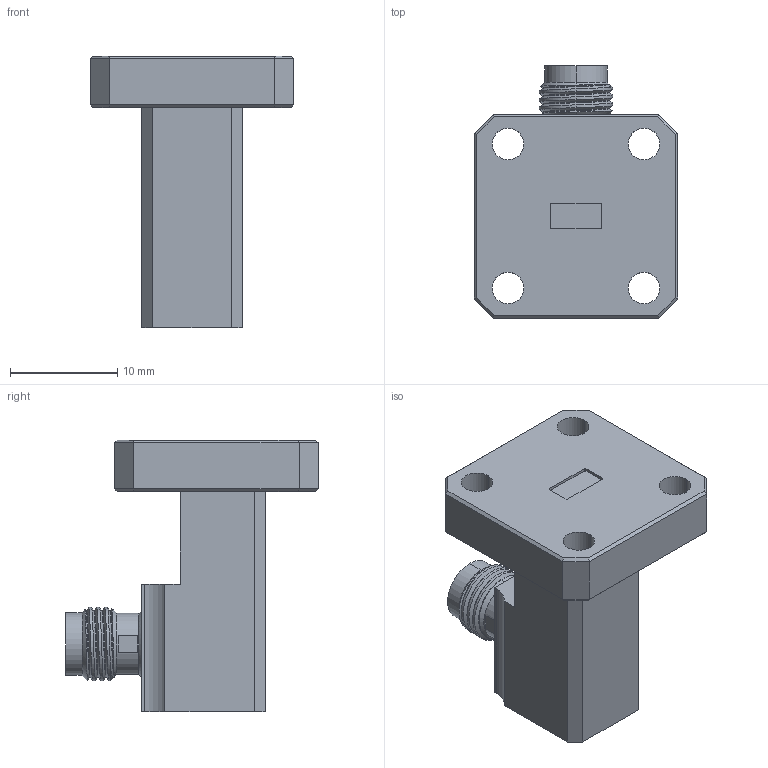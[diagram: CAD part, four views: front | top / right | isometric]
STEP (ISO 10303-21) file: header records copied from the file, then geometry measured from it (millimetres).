
FILE_DESCRIPTION (( 'STEP AP214' ), '1' );
FILE_NAME ('WC-UR-599, Female.STEP', '2023-08-18T20:22:50', ( '' ), ( '' ), 'SwSTEP 2.0', 'SolidWorks 2021', '' );
FILE_SCHEMA (( 'AUTOMOTIVE_DESIGN' ));
Length unit declared in the file: inch
Products named in the file (1): WC-UR-599, Female
Bounding box: 19.05 x 23.58 x 25.4 mm (x, y, z)
Volume: 3620.7 mm3; surface area: 2203.3 mm2
Topology: 1 solids, 1 shells, 104 faces, 260 edges, 165 vertices
Faces by surface type: plane 49, cylinder 39, cone 9, bspline 7
Entity records: 6080 total; most frequent: CARTESIAN_POINT 2318, ORIENTED_EDGE 520, DIRECTION 461, EDGE_CURVE 260, VERTEX_POINT 165, AXIS2_PLACEMENT_3D 158, VECTOR 145, LINE 145
